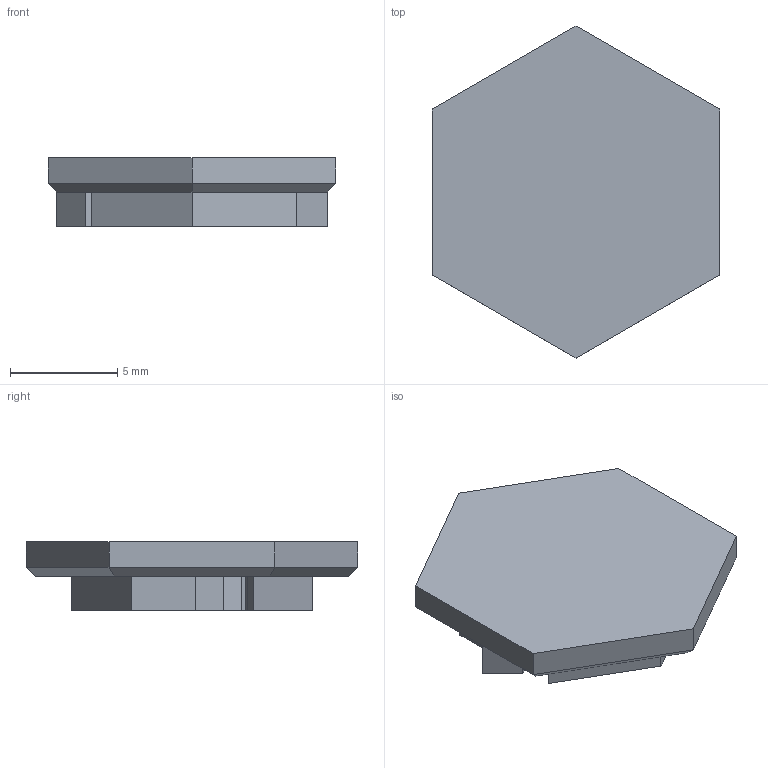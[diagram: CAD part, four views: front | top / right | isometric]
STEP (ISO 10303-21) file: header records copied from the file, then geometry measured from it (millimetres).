
FILE_DESCRIPTION (( 'STEP AP214' ), '1' );
FILE_NAME ('Logo Insert.STEP', '2024-08-19T16:57:17', ( '' ), ( '' ), 'SwSTEP 2.0', 'SolidWorks 2024', '' );
FILE_SCHEMA (( 'AUTOMOTIVE_DESIGN' ));
Length unit declared in the file: metre
Products named in the file (1): Logo Insert
Bounding box: 13.4 x 15.48 x 3.2 mm (x, y, z)
Volume: 283.7 mm3; surface area: 514.2 mm2
Topology: 1 solids, 1 shells, 50 faces, 131 edges, 84 vertices
Faces by surface type: plane 50
Entity records: 1518 total; most frequent: CARTESIAN_POINT 266, ORIENTED_EDGE 262, DIRECTION 233, EDGE_CURVE 131, VECTOR 131, LINE 131, VERTEX_POINT 84, AXIS2_PLACEMENT_3D 51
